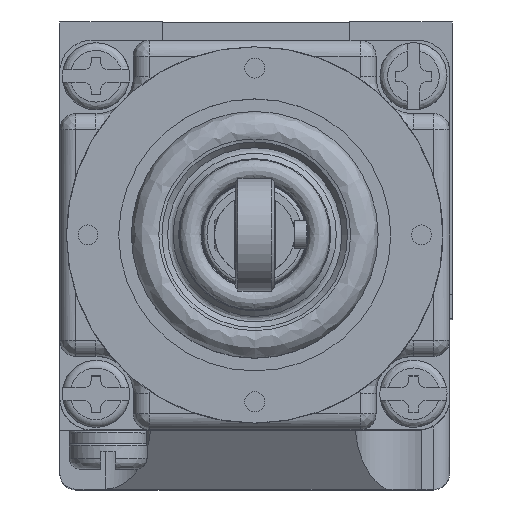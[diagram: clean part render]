
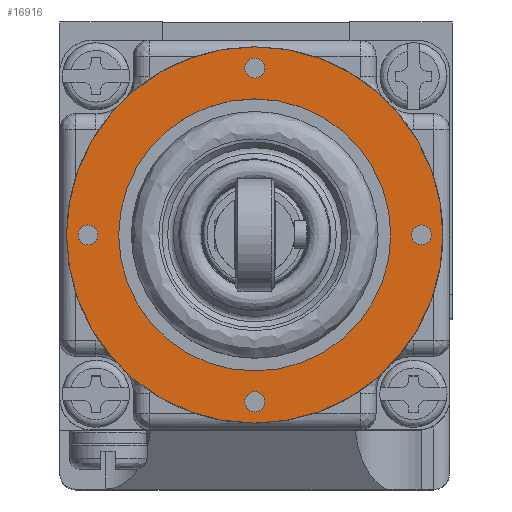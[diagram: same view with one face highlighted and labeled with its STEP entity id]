
A CAD part, top view. The second image highlights one B-rep face of the part: STEP entity #16916.
In plain terms, the highlighted planar face has unit normal (0, 0, 1).
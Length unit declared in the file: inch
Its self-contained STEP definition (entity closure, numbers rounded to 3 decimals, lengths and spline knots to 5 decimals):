
#582 = DIRECTION ( 'NONE',  ( 0., 0., -1. ) ) ;
#1225 = EDGE_CURVE ( 'NONE', #1333, #1333, #4882, .T. ) ;
#1333 = VERTEX_POINT ( 'NONE', #11959 ) ;
#1431 = DIRECTION ( 'NONE',  ( 0., 0., -1. ) ) ;
#1848 = ORIENTED_EDGE ( 'NONE', *, *, #1225, .T. ) ;
#1915 = CIRCLE ( 'NONE', #5962, 0.0385 ) ;
#2113 = EDGE_LOOP ( 'NONE', ( #12034 ) ) ;
#2402 = VERTEX_POINT ( 'NONE', #6814 ) ;
#2734 = EDGE_CURVE ( 'NONE', #2402, #2402, #17035, .T. ) ;
#2912 = EDGE_LOOP ( 'NONE', ( #18208 ) ) ;
#3260 = DIRECTION ( 'NONE',  ( 1., 0., 0. ) ) ;
#3694 = CARTESIAN_POINT ( 'NONE',  ( -2.69967, 1.2787, 2.01581 ) ) ;
#4075 = ORIENTED_EDGE ( 'NONE', *, *, #11050, .F. ) ;
#4198 = DIRECTION ( 'NONE',  ( -1., 0., 0. ) ) ;
#4387 = CARTESIAN_POINT ( 'NONE',  ( -1.97067, 1.9247, 2.01581 ) ) ;
#4580 = DIRECTION ( 'NONE',  ( 0., 0., -1. ) ) ;
#4757 = CARTESIAN_POINT ( 'NONE',  ( -1.32467, 1.2787, 2.01581 ) ) ;
#4882 = CIRCLE ( 'NONE', #9137, 0.0385 ) ;
#5421 = VERTEX_POINT ( 'NONE', #15653 ) ;
#5962 = AXIS2_PLACEMENT_3D ( 'NONE', #4757, #1431, #11737 ) ;
#5981 = DIRECTION ( 'NONE',  ( 0., 0., -1. ) ) ;
#6080 = AXIS2_PLACEMENT_3D ( 'NONE', #21316, #21466, #21388 ) ;
#6088 = DIRECTION ( 'NONE',  ( -1., 0., 0. ) ) ;
#6814 = CARTESIAN_POINT ( 'NONE',  ( -2.00917, 1.9247, 2.01581 ) ) ;
#6973 = DIRECTION ( 'NONE',  ( 0., 0., 1. ) ) ;
#7748 = FACE_BOUND ( 'NONE', #19082, .T. ) ;
#8096 = CIRCLE ( 'NONE', #6080, 0.729 ) ;
#8543 = PLANE ( 'NONE',  #16204 ) ;
#8576 = FACE_OUTER_BOUND ( 'NONE', #12340, .T. ) ;
#8726 = CIRCLE ( 'NONE', #17282, 0.527 ) ;
#8732 = EDGE_LOOP ( 'NONE', ( #1848 ) ) ;
#9137 = AXIS2_PLACEMENT_3D ( 'NONE', #9795, #4580, #20607 ) ;
#9207 = EDGE_CURVE ( 'NONE', #5421, #5421, #18971, .T. ) ;
#9795 = CARTESIAN_POINT ( 'NONE',  ( -1.97067, 0.6327, 2.01581 ) ) ;
#9911 = VERTEX_POINT ( 'NONE', #19745 ) ;
#10152 = VERTEX_POINT ( 'NONE', #11254 ) ;
#10174 = VERTEX_POINT ( 'NONE', #3694 ) ;
#10270 = FACE_BOUND ( 'NONE', #2912, .T. ) ;
#10818 = ORIENTED_EDGE ( 'NONE', *, *, #16841, .T. ) ;
#11050 = EDGE_CURVE ( 'NONE', #10174, #10174, #8096, .T. ) ;
#11254 = CARTESIAN_POINT ( 'NONE',  ( -2.49767, 1.2787, 2.01581 ) ) ;
#11737 = DIRECTION ( 'NONE',  ( -1., 0., 0. ) ) ;
#11959 = CARTESIAN_POINT ( 'NONE',  ( -2.00917, 0.6327, 2.01581 ) ) ;
#12034 = ORIENTED_EDGE ( 'NONE', *, *, #2734, .T. ) ;
#12340 = EDGE_LOOP ( 'NONE', ( #4075 ) ) ;
#13321 = AXIS2_PLACEMENT_3D ( 'NONE', #4387, #20025, #14937 ) ;
#13362 = AXIS2_PLACEMENT_3D ( 'NONE', #16550, #582, #6088 ) ;
#13897 = CARTESIAN_POINT ( 'NONE',  ( -1.97067, 1.2787, 2.01581 ) ) ;
#14394 = FACE_BOUND ( 'NONE', #22243, .T. ) ;
#14816 = CARTESIAN_POINT ( 'NONE',  ( -1.97067, 1.2787, 2.01581 ) ) ;
#14937 = DIRECTION ( 'NONE',  ( -1., 0., 0. ) ) ;
#15653 = CARTESIAN_POINT ( 'NONE',  ( -2.65517, 1.2787, 2.01581 ) ) ;
#16204 = AXIS2_PLACEMENT_3D ( 'NONE', #13897, #6973, #3260 ) ;
#16550 = CARTESIAN_POINT ( 'NONE',  ( -2.61667, 1.2787, 2.01581 ) ) ;
#16841 = EDGE_CURVE ( 'NONE', #9911, #9911, #1915, .T. ) ;
#16916 = ADVANCED_FACE ( 'NONE', ( #8576, #10270, #21859, #7748, #22137, #14394 ), #8543, .T. ) ;
#17035 = CIRCLE ( 'NONE', #13321, 0.0385 ) ;
#17282 = AXIS2_PLACEMENT_3D ( 'NONE', #14816, #5981, #4198 ) ;
#18208 = ORIENTED_EDGE ( 'NONE', *, *, #21457, .T. ) ;
#18394 = ORIENTED_EDGE ( 'NONE', *, *, #9207, .T. ) ;
#18971 = CIRCLE ( 'NONE', #13362, 0.0385 ) ;
#19082 = EDGE_LOOP ( 'NONE', ( #18394 ) ) ;
#19745 = CARTESIAN_POINT ( 'NONE',  ( -1.36317, 1.2787, 2.01581 ) ) ;
#20025 = DIRECTION ( 'NONE',  ( 0., 0., -1. ) ) ;
#20607 = DIRECTION ( 'NONE',  ( -1., 0., 0. ) ) ;
#21316 = CARTESIAN_POINT ( 'NONE',  ( -1.97067, 1.2787, 2.01581 ) ) ;
#21388 = DIRECTION ( 'NONE',  ( -1., 0., 0. ) ) ;
#21457 = EDGE_CURVE ( 'NONE', #10152, #10152, #8726, .T. ) ;
#21466 = DIRECTION ( 'NONE',  ( 0., 0., -1. ) ) ;
#21859 = FACE_BOUND ( 'NONE', #2113, .T. ) ;
#22137 = FACE_BOUND ( 'NONE', #8732, .T. ) ;
#22243 = EDGE_LOOP ( 'NONE', ( #10818 ) ) ;
